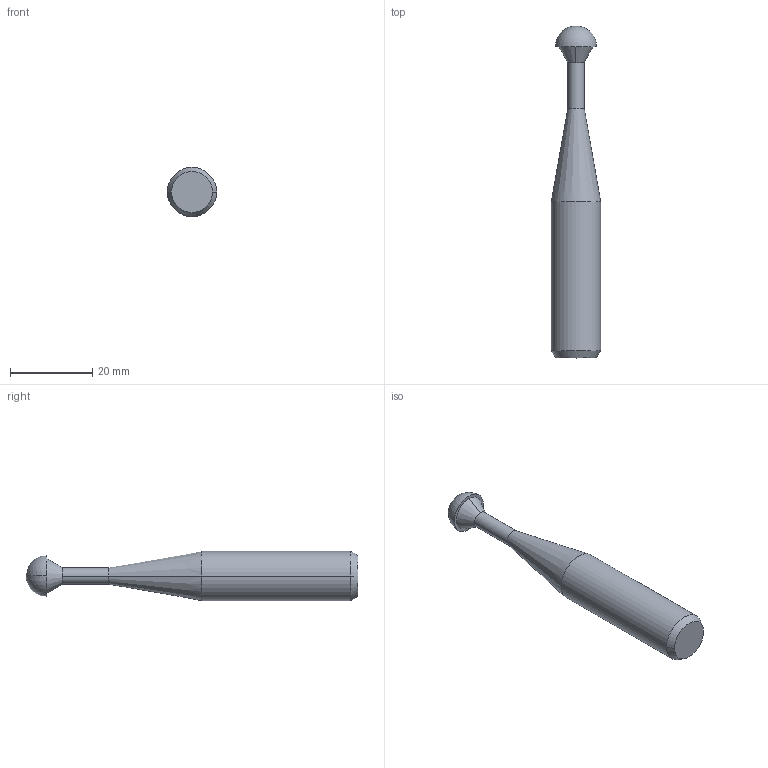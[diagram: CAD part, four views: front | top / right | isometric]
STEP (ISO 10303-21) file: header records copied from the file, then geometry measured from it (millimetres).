
FILE_DESCRIPTION (( 'STEP AP214' ), '1' );
FILE_NAME ('TA-00103.STEP', '2026-03-17T09:52:22', ( '' ), ( '' ), 'SwSTEP 2.0', 'SolidWorks 2023', '' );
FILE_SCHEMA (( 'AUTOMOTIVE_DESIGN' ));
Length unit declared in the file: millimetre
Products named in the file (5): TR-00006; VP-00033; VT-00004; VR-00007; TA-00103
Assembly tree (4 placements, depth 3):
  TA-00103
    VR-00007
      VT-00004
      TR-00006
    VP-00033
Bounding box: 12 x 80.75 x 12 mm (x, y, z)
Volume: 6028.3 mm3; surface area: 2911.4 mm2
Topology: 3 solids, 3 shells, 28 faces, 70 edges, 39 vertices
Faces by surface type: cone 10, sphere 10, cylinder 6, plane 2
Entity records: 871 total; most frequent: DIRECTION 164, CARTESIAN_POINT 123, ORIENTED_EDGE 108, AXIS2_PLACEMENT_3D 74, EDGE_CURVE 54, CIRCLE 38, VERTEX_POINT 33, EDGE_LOOP 29
